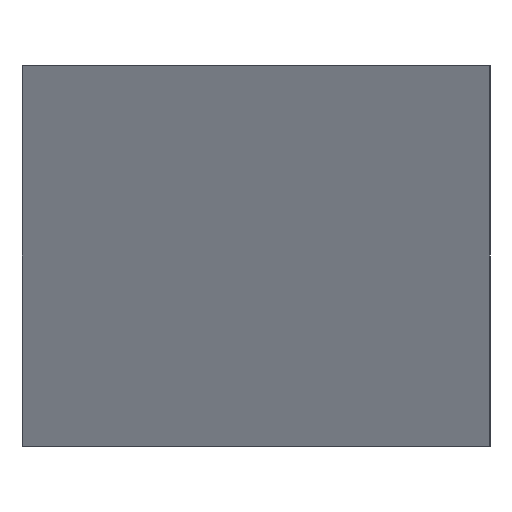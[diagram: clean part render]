
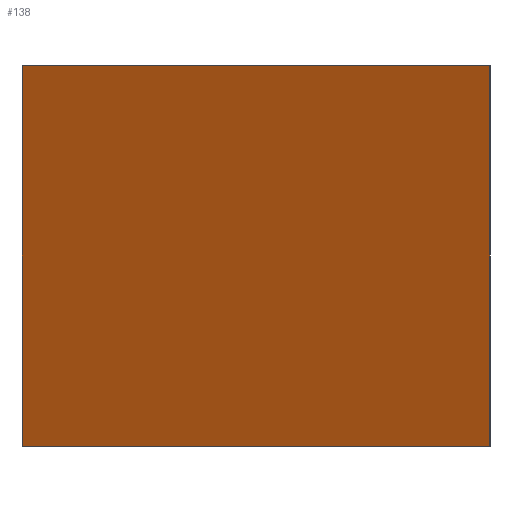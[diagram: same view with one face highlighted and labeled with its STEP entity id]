
A CAD part, front view. The second image highlights one B-rep face of the part: STEP entity #138.
In plain terms, the highlighted planar face has unit normal (-0.518, -0.856, 0).
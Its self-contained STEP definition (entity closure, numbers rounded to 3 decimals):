
#138=ADVANCED_FACE('',(#219),#221,.T.);
#219=FACE_BOUND('',#220,.T.);
#220=EDGE_LOOP('',(#270,#271,#272,#273));
#221=PLANE('',#222);
#222=AXIS2_PLACEMENT_3D('',#223,#224,#225);
#223=CARTESIAN_POINT('',(-16.,-1.373,0.));
#224=DIRECTION('',(-0.518,-0.856,0.));
#225=DIRECTION('',(0.856,-0.518,0.));
#270=ORIENTED_EDGE('',*,*,#292,.T.);
#271=ORIENTED_EDGE('',*,*,#297,.T.);
#272=ORIENTED_EDGE('',*,*,#295,.F.);
#273=ORIENTED_EDGE('',*,*,#293,.F.);
#292=EDGE_CURVE('',#326,#328,#330,.T.);
#293=EDGE_CURVE('',#326,#331,#332,.T.);
#295=EDGE_CURVE('',#331,#334,#335,.T.);
#297=EDGE_CURVE('',#328,#334,#337,.T.);
#326=VERTEX_POINT('',#398);
#328=VERTEX_POINT('',#402);
#330=LINE('',#406,#407);
#331=VERTEX_POINT('',#409);
#332=LINE('',#410,#411);
#334=VERTEX_POINT('',#416);
#335=LINE('',#417,#418);
#337=LINE('',#423,#424);
#398=CARTESIAN_POINT('',(-16.,-1.373,0.));
#402=CARTESIAN_POINT('',(-0.008,-11.05,0.));
#406=CARTESIAN_POINT('',(-16.,-1.373,0.));
#407=VECTOR('',#408,1.);
#408=DIRECTION('',(0.856,-0.518,0.));
#409=CARTESIAN_POINT('',(-16.,-1.373,13.));
#410=CARTESIAN_POINT('',(-16.,-1.373,0.));
#411=VECTOR('',#412,1.);
#412=DIRECTION('',(0.,0.,1.));
#416=CARTESIAN_POINT('',(-0.008,-11.05,13.));
#417=CARTESIAN_POINT('',(-16.,-1.373,13.));
#418=VECTOR('',#419,1.);
#419=DIRECTION('',(0.856,-0.518,0.));
#423=CARTESIAN_POINT('',(-0.008,-11.05,0.));
#424=VECTOR('',#425,1.);
#425=DIRECTION('',(0.,0.,1.));
